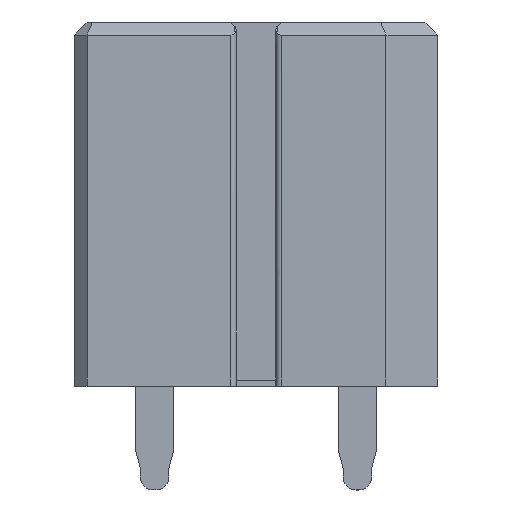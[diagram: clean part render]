
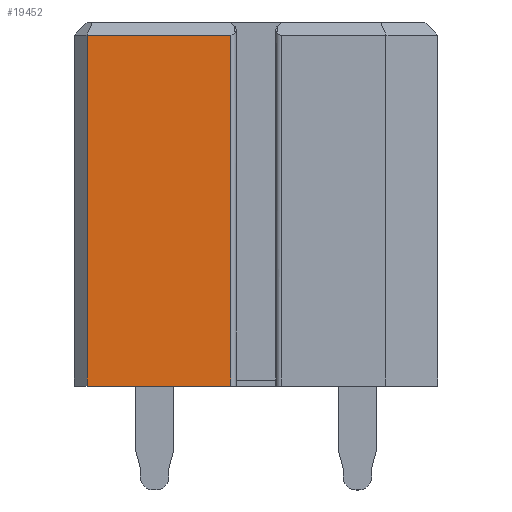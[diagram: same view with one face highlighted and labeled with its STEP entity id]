
A CAD part, front view. The second image highlights one B-rep face of the part: STEP entity #19452.
In plain terms, the highlighted planar face has unit normal (0, -1, 0).
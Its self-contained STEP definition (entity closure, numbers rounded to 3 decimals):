
#922 = LINE ( 'NONE', #21663, #30910 ) ;
#960 = CARTESIAN_POINT ( 'NONE',  ( -6.5, -27.5, 0. ) ) ;
#1370 = VECTOR ( 'NONE', #14690, 1000. ) ;
#2521 = EDGE_CURVE ( 'NONE', #15884, #9290, #17981, .T. ) ;
#3552 = VERTEX_POINT ( 'NONE', #960 ) ;
#3553 = DIRECTION ( 'NONE',  ( 0., 1., 0. ) ) ;
#4995 = DIRECTION ( 'NONE',  ( 0., 0., -1. ) ) ;
#5730 = VERTEX_POINT ( 'NONE', #32604 ) ;
#7330 = LINE ( 'NONE', #19353, #19906 ) ;
#7619 = CARTESIAN_POINT ( 'NONE',  ( -6.5, -27.5, 13.5 ) ) ;
#9290 = VERTEX_POINT ( 'NONE', #7619 ) ;
#12851 = CARTESIAN_POINT ( 'NONE',  ( -6.5, -27.5, 14. ) ) ;
#12974 = EDGE_CURVE ( 'NONE', #3552, #5730, #922, .T. ) ;
#13242 = FACE_OUTER_BOUND ( 'NONE', #28445, .T. ) ;
#14690 = DIRECTION ( 'NONE',  ( -1., 0., 0. ) ) ;
#15767 = DIRECTION ( 'NONE',  ( 0., 0., 1. ) ) ;
#15884 = VERTEX_POINT ( 'NONE', #30559 ) ;
#16722 = VECTOR ( 'NONE', #24252, 1000. ) ;
#17981 = LINE ( 'NONE', #24378, #1370 ) ;
#19353 = CARTESIAN_POINT ( 'NONE',  ( -6.5, -27.5, 14. ) ) ;
#19452 = ADVANCED_FACE ( 'NONE', ( #13242 ), #30130, .F. ) ;
#19906 = VECTOR ( 'NONE', #4995, 1000. ) ;
#21663 = CARTESIAN_POINT ( 'NONE',  ( -6.5, -27.5, 0. ) ) ;
#24252 = DIRECTION ( 'NONE',  ( 0., 0., 1. ) ) ;
#24378 = CARTESIAN_POINT ( 'NONE',  ( -6.5, -27.5, 13.5 ) ) ;
#25951 = ORIENTED_EDGE ( 'NONE', *, *, #2521, .T. ) ;
#26765 = ORIENTED_EDGE ( 'NONE', *, *, #12974, .T. ) ;
#27399 = ORIENTED_EDGE ( 'NONE', *, *, #35025, .T. ) ;
#27441 = AXIS2_PLACEMENT_3D ( 'NONE', #12851, #3553, #15767 ) ;
#28445 = EDGE_LOOP ( 'NONE', ( #26765, #27399, #25951, #33706 ) ) ;
#30130 = PLANE ( 'NONE',  #27441 ) ;
#30559 = CARTESIAN_POINT ( 'NONE',  ( -0.966, -27.5, 13.5 ) ) ;
#30647 = LINE ( 'NONE', #35698, #16722 ) ;
#30910 = VECTOR ( 'NONE', #36035, 1000. ) ;
#32604 = CARTESIAN_POINT ( 'NONE',  ( -0.966, -27.5, 0. ) ) ;
#33706 = ORIENTED_EDGE ( 'NONE', *, *, #37340, .T. ) ;
#35025 = EDGE_CURVE ( 'NONE', #5730, #15884, #30647, .T. ) ;
#35698 = CARTESIAN_POINT ( 'NONE',  ( -0.966, -27.5, 14. ) ) ;
#36035 = DIRECTION ( 'NONE',  ( 1., 0., 0. ) ) ;
#37340 = EDGE_CURVE ( 'NONE', #9290, #3552, #7330, .T. ) ;
